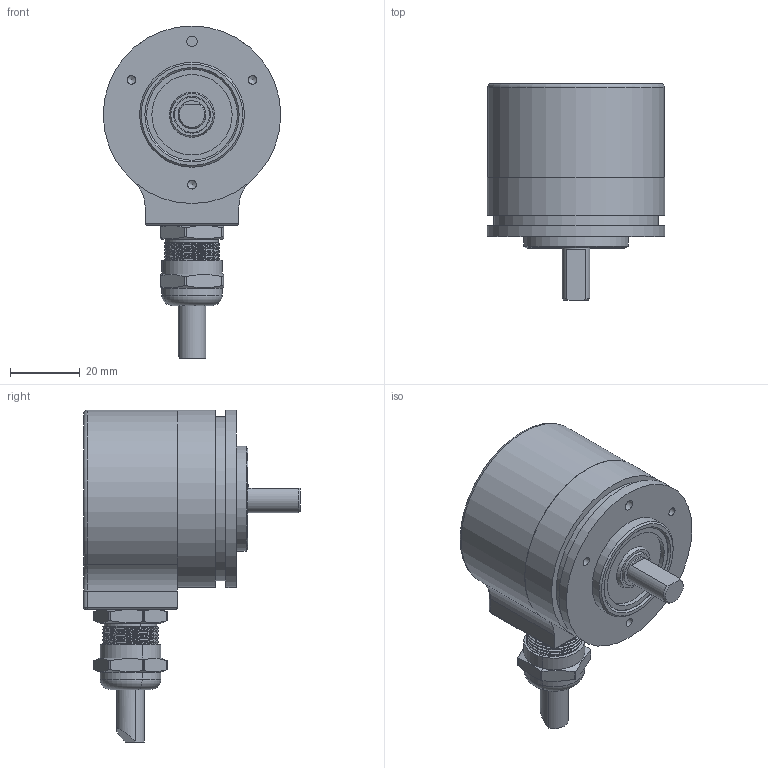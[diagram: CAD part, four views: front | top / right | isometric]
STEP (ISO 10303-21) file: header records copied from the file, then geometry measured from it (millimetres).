
FILE_DESCRIPTION (( 'STEP AP214' ), '1' );
FILE_NAME ('EV50A8-xxPR-xxxx.STEP', '2023-12-15T02:42:24', ( '' ), ( '' ), 'SwSTEP 2.0', 'SolidWorks 2023', '' );
FILE_SCHEMA (( 'AUTOMOTIVE_DESIGN' ));
Length unit declared in the file: millimetre
Products named in the file (1): EV50A8-xxPR-xxxx
Bounding box: 50.8 x 62 x 95 mm (x, y, z)
Volume: 58673.1 mm3; surface area: 39377.4 mm2
Topology: 7 solids, 8 shells, 344 faces, 979 edges, 640 vertices
Faces by surface type: cylinder 114, plane 88, torus 73, sphere 26, cone 24, bspline 19
Full cylindrical faces by diameter (mm): 1.6 x5, 2.5 x3, 3 x1, 8 x1, 10 x4, 11.5 x1, 12 x1, 15.333 x4, 18 x1, 20.667 x4, 23 x2, 23.7 x1, 26 x5, 26.5 x1, 30 x1, 46 x1, 46.4 x2, 47 x1, 47.6 x1, 48.4 x5, 50.8 x2
Entity records: 19425 total; most frequent: CARTESIAN_POINT 7966, ORIENTED_EDGE 1604, DIRECTION 1415, EDGE_CURVE 802, AXIS2_PLACEMENT_3D 643, VERTEX_POINT 565, EDGE_LOOP 497, FACE_OUTER_BOUND 379
